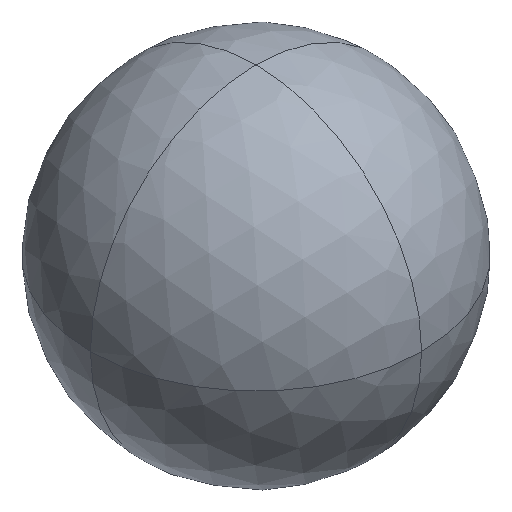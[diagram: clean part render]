
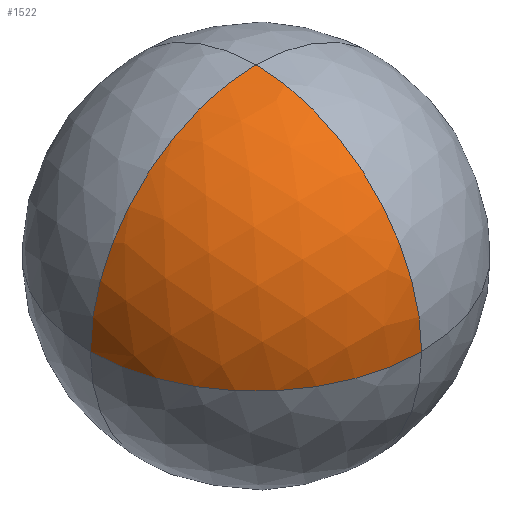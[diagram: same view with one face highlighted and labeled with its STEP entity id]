
A CAD part, isometric view. The second image highlights one B-rep face of the part: STEP entity #1522.
In plain terms, the highlighted spherical face has radius 60 mm.
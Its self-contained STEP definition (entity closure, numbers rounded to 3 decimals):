
#39 = DIRECTION ( 'NONE',  ( 0., 0., 1. ) ) ;
#126 = VERTEX_POINT ( 'NONE', #1065 ) ;
#155 = ORIENTED_EDGE ( 'NONE', *, *, #899, .T. ) ;
#289 = CARTESIAN_POINT ( 'NONE',  ( -58.75, 1.25, 0. ) ) ;
#322 = VERTEX_POINT ( 'NONE', #289 ) ;
#354 = CIRCLE ( 'NONE', #684, 60. ) ;
#355 = CARTESIAN_POINT ( 'NONE',  ( 1.25, -58.75, 0. ) ) ;
#417 = DIRECTION ( 'NONE',  ( 0., -1., 0. ) ) ;
#445 = DIRECTION ( 'NONE',  ( 0., -0.707, -0.707 ) ) ;
#449 = CIRCLE ( 'NONE', #1130, 60. ) ;
#457 = AXIS2_PLACEMENT_3D ( 'NONE', #621, #518, #735 ) ;
#518 = DIRECTION ( 'NONE',  ( 0., 1., 0. ) ) ;
#541 = CARTESIAN_POINT ( 'NONE',  ( 1.25, 1.25, 0. ) ) ;
#591 = DIRECTION ( 'NONE',  ( 0., 0.707, -0.707 ) ) ;
#621 = CARTESIAN_POINT ( 'NONE',  ( 1.25, 1.25, 0. ) ) ;
#633 = FACE_OUTER_BOUND ( 'NONE', #1519, .T. ) ;
#660 = EDGE_CURVE ( 'NONE', #1067, #126, #449, .T. ) ;
#677 = ORIENTED_EDGE ( 'NONE', *, *, #660, .T. ) ;
#684 = AXIS2_PLACEMENT_3D ( 'NONE', #750, #1255, #417 ) ;
#735 = DIRECTION ( 'NONE',  ( 0., 0., 1. ) ) ;
#750 = CARTESIAN_POINT ( 'NONE',  ( 1.25, 1.25, 0. ) ) ;
#774 = DIRECTION ( 'NONE',  ( -1., 0., 0. ) ) ;
#899 = EDGE_CURVE ( 'NONE', #322, #1067, #354, .T. ) ;
#992 = CARTESIAN_POINT ( 'NONE',  ( 1.25, 1.25, 0. ) ) ;
#1062 = SPHERICAL_SURFACE ( 'NONE', #1401, 60. ) ;
#1065 = CARTESIAN_POINT ( 'NONE',  ( 1.25, 1.25, 60. ) ) ;
#1067 = VERTEX_POINT ( 'NONE', #355 ) ;
#1100 = CIRCLE ( 'NONE', #457, 60. ) ;
#1130 = AXIS2_PLACEMENT_3D ( 'NONE', #541, #774, #39 ) ;
#1181 = ORIENTED_EDGE ( 'NONE', *, *, #1565, .F. ) ;
#1255 = DIRECTION ( 'NONE',  ( 0., 0., 1. ) ) ;
#1401 = AXIS2_PLACEMENT_3D ( 'NONE', #992, #445, #591 ) ;
#1519 = EDGE_LOOP ( 'NONE', ( #1181, #155, #677 ) ) ;
#1522 = ADVANCED_FACE ( 'NONE', ( #633 ), #1062, .T. ) ;
#1565 = EDGE_CURVE ( 'NONE', #322, #126, #1100, .T. ) ;
